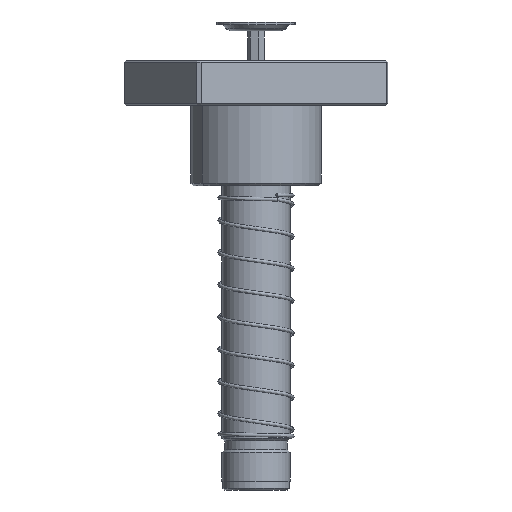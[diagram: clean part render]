
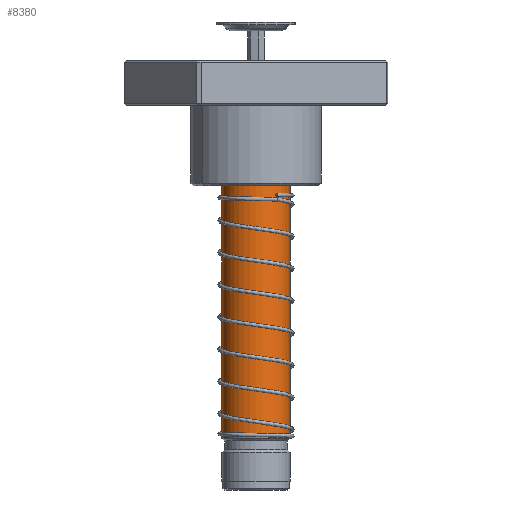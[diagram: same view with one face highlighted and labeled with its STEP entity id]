
A CAD part, front view. The second image highlights one B-rep face of the part: STEP entity #8380.
In plain terms, the highlighted cylindrical face has radius 19 mm (diameter 38 mm), a partial arc.
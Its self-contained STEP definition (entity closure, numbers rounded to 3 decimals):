
#305 = CARTESIAN_POINT ( 'NONE',  ( 19., 0., 29. ) ) ;
#662 = EDGE_CURVE ( 'NONE', #12674, #28013, #3608, .T. ) ;
#2194 = LINE ( 'NONE', #15605, #3140 ) ;
#3140 = VECTOR ( 'NONE', #36176, 1000. ) ;
#3262 = VERTEX_POINT ( 'NONE', #28080 ) ;
#3608 = CIRCLE ( 'NONE', #10514, 19. ) ;
#4038 = DIRECTION ( 'NONE',  ( 0., 0., -1. ) ) ;
#6424 = LINE ( 'NONE', #32146, #26492 ) ;
#6810 = EDGE_CURVE ( 'NONE', #20511, #28013, #6424, .T. ) ;
#8380 = ADVANCED_FACE ( 'NONE', ( #11916 ), #25939, .T. ) ;
#10297 = DIRECTION ( 'NONE',  ( 0., 0., -1. ) ) ;
#10514 = AXIS2_PLACEMENT_3D ( 'NONE', #14579, #38513, #35502 ) ;
#11831 = CARTESIAN_POINT ( 'NONE',  ( -19., 0., 29. ) ) ;
#11916 = FACE_OUTER_BOUND ( 'NONE', #31623, .T. ) ;
#12674 = VERTEX_POINT ( 'NONE', #305 ) ;
#14416 = CIRCLE ( 'NONE', #24394, 19. ) ;
#14579 = CARTESIAN_POINT ( 'NONE',  ( 0., 0., 29. ) ) ;
#15605 = CARTESIAN_POINT ( 'NONE',  ( 19., 0., 240. ) ) ;
#16131 = EDGE_CURVE ( 'NONE', #3262, #12674, #2194, .T. ) ;
#17044 = ORIENTED_EDGE ( 'NONE', *, *, #27677, .T. ) ;
#19596 = CARTESIAN_POINT ( 'NONE',  ( 0., 0., 237. ) ) ;
#20511 = VERTEX_POINT ( 'NONE', #33864 ) ;
#24394 = AXIS2_PLACEMENT_3D ( 'NONE', #19596, #10297, #28321 ) ;
#24790 = CARTESIAN_POINT ( 'NONE',  ( 0., 0., 240. ) ) ;
#24833 = ORIENTED_EDGE ( 'NONE', *, *, #6810, .T. ) ;
#24937 = AXIS2_PLACEMENT_3D ( 'NONE', #24790, #4038, #30660 ) ;
#25666 = ORIENTED_EDGE ( 'NONE', *, *, #16131, .F. ) ;
#25813 = ORIENTED_EDGE ( 'NONE', *, *, #662, .F. ) ;
#25939 = CYLINDRICAL_SURFACE ( 'NONE', #24937, 19. ) ;
#26492 = VECTOR ( 'NONE', #29794, 1000. ) ;
#27677 = EDGE_CURVE ( 'NONE', #3262, #20511, #14416, .T. ) ;
#28013 = VERTEX_POINT ( 'NONE', #11831 ) ;
#28080 = CARTESIAN_POINT ( 'NONE',  ( 19., 0., 237. ) ) ;
#28321 = DIRECTION ( 'NONE',  ( 1., 0., 0. ) ) ;
#29794 = DIRECTION ( 'NONE',  ( 0., 0., -1. ) ) ;
#30660 = DIRECTION ( 'NONE',  ( -1., 0., 0. ) ) ;
#31623 = EDGE_LOOP ( 'NONE', ( #25666, #17044, #24833, #25813 ) ) ;
#32146 = CARTESIAN_POINT ( 'NONE',  ( -19., 0., 240. ) ) ;
#33864 = CARTESIAN_POINT ( 'NONE',  ( -19., 0., 237. ) ) ;
#35502 = DIRECTION ( 'NONE',  ( -1., 0., 0. ) ) ;
#36176 = DIRECTION ( 'NONE',  ( 0., 0., -1. ) ) ;
#38513 = DIRECTION ( 'NONE',  ( 0., 0., -1. ) ) ;
